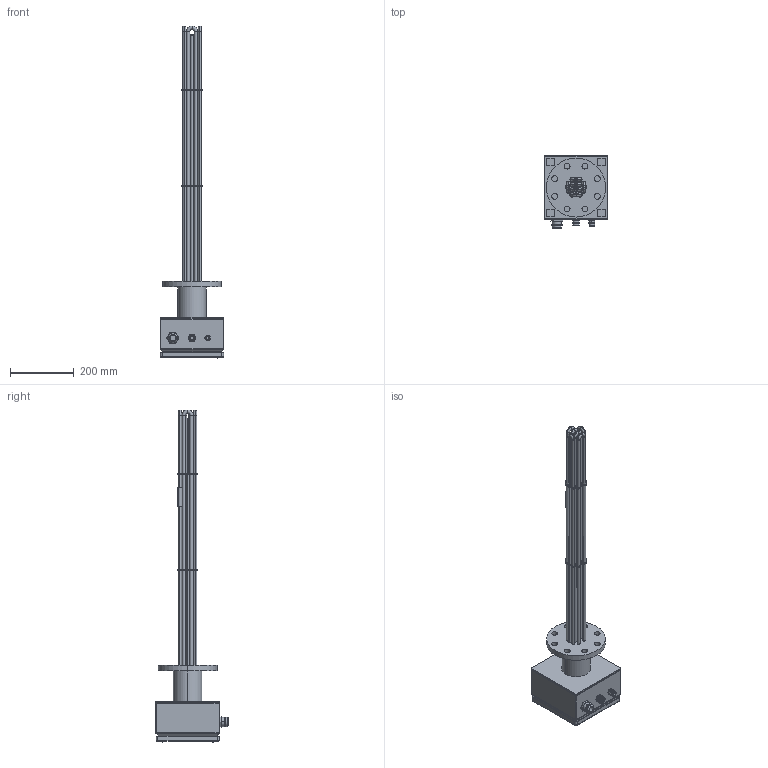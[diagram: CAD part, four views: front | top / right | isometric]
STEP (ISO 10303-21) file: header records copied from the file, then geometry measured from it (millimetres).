
FILE_DESCRIPTION (( 'STEP AP214' ), '1' );
FILE_NAME ('180005 - SSFHK 20 kW DN65 PN16.STEP', '2021-11-09T10:44:58', ( '' ), ( '' ), 'SwSTEP 2.0', 'SolidWorks 2021', '' );
FILE_SCHEMA (( 'AUTOMOTIVE_DESIGN' ));
Length unit declared in the file: millimetre
Products named in the file (22): FSR STB^Fühlerschutzrohre_SSFHK; Kabelverschraubung^SSFHK_M32+M20+M16; Flansch^SSFHK_DN65 - 6 RHK; WB 10er^Fühlerschutzrohre_SSFHK; KV M16 WT MS^Kabelverschraubung_SSFHK; Kühlstrecke^SSFHK_DN80; RHK^Rohrheizkörper_SSFHK_ET 800; SCREW^AK 200x200x120_Anschlusskasten_SSFHK; Distanzscheiben^SSFHK_DN65 - 6 RHK; STB TF^Fühlerschutzrohre_SSFHK_800mm; KV M20 WT MS^Kabelverschraubung_SSFHK; 180005 - SSFHK 20 kW DN65 PN16; AK 200x200x120^Anschlusskasten_SSFHK; Rohrheizkörper^SSFHK_DN65 - 6 RHK - 800 mm; Messingbrücken^SSFHK_TYP B - DN65 - 6 RHK; Fühlerschutzrohre^SSFHK_DN65  - 800 mm; KV M32 WT^Kabelverschraubung_SSFHK; Anschlusskastenplatte^SSFHK_200; VM^SSFHK_DN 65 - 6 RHK - 800mm; BODY^AK 200x200x120_Anschlusskasten_SSFHK; Anschlusskasten^SSFHK_200x200x120; DECKEL^AK 200x200x120_Anschlusskasten_SSFHK
Assembly tree (30 placements, depth 4):
  180005 - SSFHK 20 kW DN65 PN16
    Flansch^SSFHK_DN65 - 6 RHK
    Rohrheizkörper^SSFHK_DN65 - 6 RHK - 800 mm
      RHK^Rohrheizkörper_SSFHK_ET 800  x6
    Distanzscheiben^SSFHK_DN65 - 6 RHK  x2
    Kühlstrecke^SSFHK_DN80
    Anschlusskastenplatte^SSFHK_200
    Fühlerschutzrohre^SSFHK_DN65  - 800 mm
      FSR STB^Fühlerschutzrohre_SSFHK
      STB TF^Fühlerschutzrohre_SSFHK_800mm
      WB 10er^Fühlerschutzrohre_SSFHK
    Anschlusskasten^SSFHK_200x200x120
      AK 200x200x120^Anschlusskasten_SSFHK
        BODY^AK 200x200x120_Anschlusskasten_SSFHK
        DECKEL^AK 200x200x120_Anschlusskasten_SSFHK
        SCREW^AK 200x200x120_Anschlusskasten_SSFHK  x4
    Kabelverschraubung^SSFHK_M32+M20+M16
      KV M16 WT MS^Kabelverschraubung_SSFHK
      KV M20 WT MS^Kabelverschraubung_SSFHK
      KV M32 WT^Kabelverschraubung_SSFHK
    Messingbrücken^SSFHK_TYP B - DN65 - 6 RHK
    VM^SSFHK_DN 65 - 6 RHK - 800mm
Bounding box: 200 x 227.5 x 1040.75 mm (x, y, z)
Volume: 1274961.8 mm3; surface area: 1233530.1 mm2
Topology: 31 solids, 35 shells, 1686 faces, 4360 edges, 2804 vertices
Faces by surface type: cylinder 954, plane 428, torus 190, cone 96, sphere 16, bspline 2
Entity records: 34544 total; most frequent: CARTESIAN_POINT 6500, DIRECTION 6006, ORIENTED_EDGE 5420, EDGE_CURVE 2710, AXIS2_PLACEMENT_3D 2389, VERTEX_POINT 1759, CIRCLE 1320, EDGE_LOOP 1243
